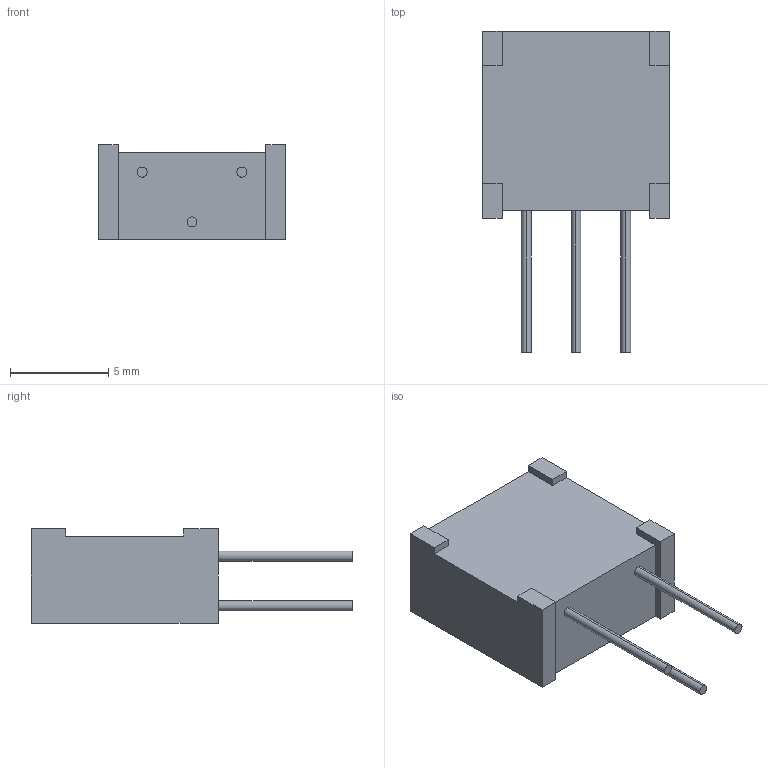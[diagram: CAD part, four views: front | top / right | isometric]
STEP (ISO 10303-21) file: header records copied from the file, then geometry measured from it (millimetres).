
FILE_DESCRIPTION (( 'STEP AP214' ), '1' );
FILE_NAME ('3386X-1-251LF.STEP', '2021-01-05T16:50:42', ( '' ), ( '' ), 'SwSTEP 2.0', 'SolidWorks 2017', '' );
FILE_SCHEMA (( 'AUTOMOTIVE_DESIGN' ));
Length unit declared in the file: millimetre
Products named in the file (1): 3386X-1-251LF
Bounding box: 9.53 x 16.39 x 4.83 mm (x, y, z)
Volume: 396.7 mm3; surface area: 436.4 mm2
Topology: 5 solids, 5 shells, 51 faces, 120 edges, 80 vertices
Faces by surface type: plane 41, cylinder 10
Entity records: 1528 total; most frequent: CARTESIAN_POINT 252, DIRECTION 248, ORIENTED_EDGE 240, EDGE_CURVE 120, LINE 96, VECTOR 96, VERTEX_POINT 80, AXIS2_PLACEMENT_3D 76
